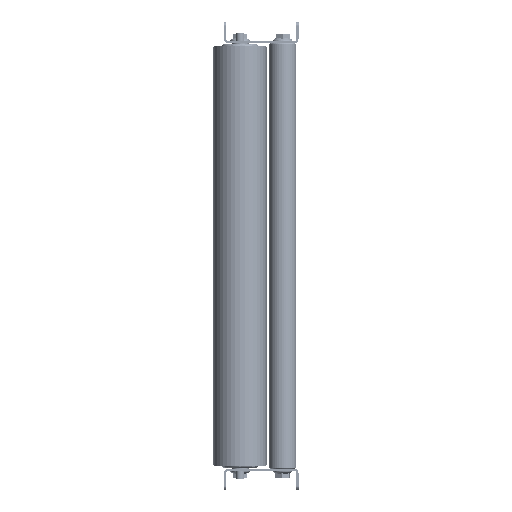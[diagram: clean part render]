
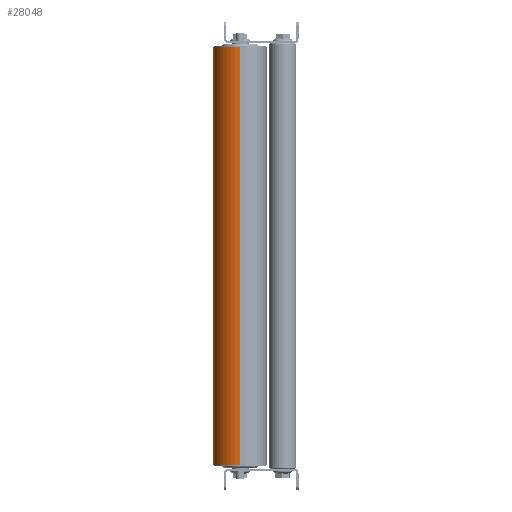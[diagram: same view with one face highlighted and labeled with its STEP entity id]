
A CAD part, left-side view. The second image highlights one B-rep face of the part: STEP entity #28048.
In plain terms, the highlighted cylindrical face has radius 25 mm (diameter 50 mm), a partial arc.
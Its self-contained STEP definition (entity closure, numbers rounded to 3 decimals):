
#417 = CARTESIAN_POINT ( 'NONE',  ( 392.6, 0., -25. ) ) ;
#2712 = VECTOR ( 'NONE', #33192, 1000. ) ;
#4816 = AXIS2_PLACEMENT_3D ( 'NONE', #48418, #12116, #28272 ) ;
#7189 = VERTEX_POINT ( 'NONE', #25265 ) ;
#8232 = AXIS2_PLACEMENT_3D ( 'NONE', #37481, #13354, #24515 ) ;
#10714 = DIRECTION ( 'NONE',  ( 1., 0., 0. ) ) ;
#10923 = ORIENTED_EDGE ( 'NONE', *, *, #12823, .T. ) ;
#12116 = DIRECTION ( 'NONE',  ( 1., 0., 0. ) ) ;
#12591 = EDGE_CURVE ( 'NONE', #26600, #15734, #38188, .T. ) ;
#12823 = EDGE_CURVE ( 'NONE', #26600, #7189, #28705, .T. ) ;
#13354 = DIRECTION ( 'NONE',  ( -1., 0., 0. ) ) ;
#15734 = VERTEX_POINT ( 'NONE', #28563 ) ;
#16011 = VERTEX_POINT ( 'NONE', #18971 ) ;
#16618 = EDGE_CURVE ( 'NONE', #7189, #16011, #27641, .T. ) ;
#17080 = FACE_OUTER_BOUND ( 'NONE', #18505, .T. ) ;
#17498 = LINE ( 'NONE', #33402, #25843 ) ;
#18505 = EDGE_LOOP ( 'NONE', ( #21379, #10923, #45285, #36054 ) ) ;
#18971 = CARTESIAN_POINT ( 'NONE',  ( 0., 0., 25. ) ) ;
#21339 = CYLINDRICAL_SURFACE ( 'NONE', #8232, 25. ) ;
#21379 = ORIENTED_EDGE ( 'NONE', *, *, #12591, .F. ) ;
#24515 = DIRECTION ( 'NONE',  ( 0., 0., 1. ) ) ;
#25265 = CARTESIAN_POINT ( 'NONE',  ( 0., 0., -25. ) ) ;
#25843 = VECTOR ( 'NONE', #49580, 1000. ) ;
#26600 = VERTEX_POINT ( 'NONE', #417 ) ;
#27641 = CIRCLE ( 'NONE', #4816, 25. ) ;
#28048 = ADVANCED_FACE ( 'Fl�che1', ( #17080 ), #21339, .T. ) ;
#28272 = DIRECTION ( 'NONE',  ( 0., 0., -1. ) ) ;
#28563 = CARTESIAN_POINT ( 'NONE',  ( 392.6, 0., 25. ) ) ;
#28705 = LINE ( 'NONE', #28963, #2712 ) ;
#28963 = CARTESIAN_POINT ( 'NONE',  ( 392.6, 0., -25. ) ) ;
#33192 = DIRECTION ( 'NONE',  ( -1., 0., 0. ) ) ;
#33402 = CARTESIAN_POINT ( 'NONE',  ( 392.6, 0., 25. ) ) ;
#34821 = AXIS2_PLACEMENT_3D ( 'NONE', #47541, #10714, #42786 ) ;
#36054 = ORIENTED_EDGE ( 'NONE', *, *, #51526, .F. ) ;
#37481 = CARTESIAN_POINT ( 'NONE',  ( 392.6, 0., 0. ) ) ;
#38188 = CIRCLE ( 'NONE', #34821, 25. ) ;
#42786 = DIRECTION ( 'NONE',  ( 0., 0., -1. ) ) ;
#45285 = ORIENTED_EDGE ( 'NONE', *, *, #16618, .T. ) ;
#47541 = CARTESIAN_POINT ( 'NONE',  ( 392.6, 0., 0. ) ) ;
#48418 = CARTESIAN_POINT ( 'NONE',  ( 0., 0., 0. ) ) ;
#49580 = DIRECTION ( 'NONE',  ( -1., 0., 0. ) ) ;
#51526 = EDGE_CURVE ( 'NONE', #15734, #16011, #17498, .T. ) ;
